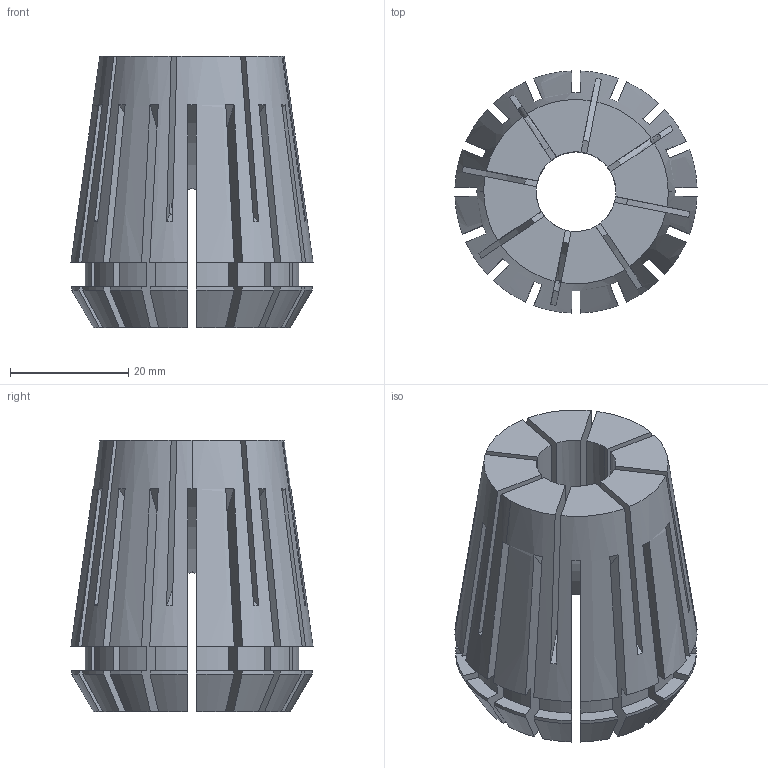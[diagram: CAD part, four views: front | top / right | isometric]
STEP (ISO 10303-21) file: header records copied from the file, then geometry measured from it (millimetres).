
FILE_DESCRIPTION (( 'STEP AP203' ), '1' );
FILE_NAME ('STP-5250-112-040-A34-0(04441-0.531).STEP', '2022-08-09T05:43:20', ( '' ), ( '' ), 'SwSTEP 2.0', 'SolidWorks 2017', '' );
FILE_SCHEMA (( 'CONFIG_CONTROL_DESIGN' ));
Length unit declared in the file: millimetre
Products named in the file (1): STP-5250-112-040-A34-0(04441-0.531)
Bounding box: 40.97 x 40.97 x 46 mm (x, y, z)
Volume: 30324.6 mm3; surface area: 24123.8 mm2
Topology: 1 solids, 1 shells, 203 faces, 618 edges, 412 vertices
Faces by surface type: plane 102, cylinder 83, cone 18
Entity records: 7299 total; most frequent: CARTESIAN_POINT 1742, ORIENTED_EDGE 1236, DIRECTION 1100, EDGE_CURVE 618, AXIS2_PLACEMENT_3D 420, VERTEX_POINT 412, LINE 260, VECTOR 260
